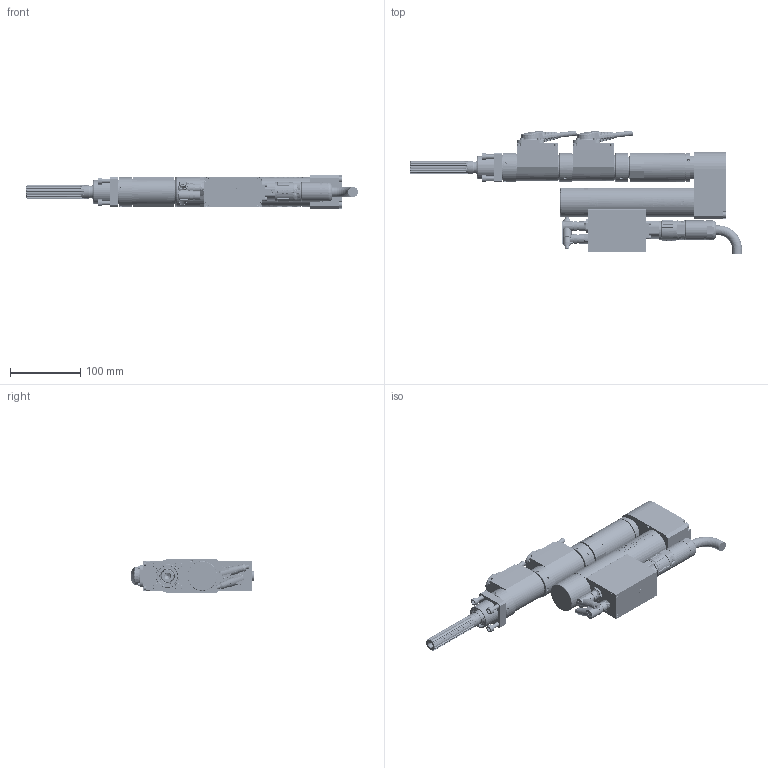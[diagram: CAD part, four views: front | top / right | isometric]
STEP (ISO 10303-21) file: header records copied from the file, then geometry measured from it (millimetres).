
FILE_DESCRIPTION(/* description */ (''),/* implementation_level */ '2;1');
FILE_NAME(/* name */ '1BDU53T2S-A_IAM_001.iam.step',/* time_stamp */ '2021-07-15T07:20:13+02:00',/* author */ ('cideon'),/* organization */ (''),/* preprocessor_version */ 'ST-DEVELOPER v17.2',/* originating_system */ 'Autodesk Inventor 2019',/* authorisation */ '');
FILE_SCHEMA (('AUTOMOTIVE_DESIGN { 1 0 10303 214 3 1 1 }'));
Products named in the file (1): Bauteil2
Bounding box: 471.67 x 174.81 x 48 mm (x, y, z)
Volume: 916336 mm3; surface area: 263608.1 mm2
Topology: 5 solids, 5 shells, 6313 faces, 17632 edges, 11549 vertices
Faces by surface type: plane 3822, cylinder 1493, cone 372, bspline 349, torus 260, sphere 17
Full cylindrical faces by diameter (mm): 0.434 x4, 0.502 x4, 0.6 x32, 0.7 x6, 1.3 x2, 1.5 x4, 1.6 x1, 1.83 x4, 2 x2, 2.1 x4, 2.5 x4, 3 x8, 3.2 x4, 3.3 x8, 3.5 x8, 4 x19, 4.02 x4, 4.2 x2, 4.3 x4, 4.5 x4, 5 x20, 5.1 x1, 5.5 x12, 5.9 x2, 6 x9, 6.3 x2, 7.2 x4, 7.3 x2, 8 x2, 8.5 x2
Entity records: 260860 total; most frequent: CARTESIAN_POINT 93603, ORIENTED_EDGE 35222, DIRECTION 33155, EDGE_CURVE 17611, AXIS2_PLACEMENT_3D 11909, VERTEX_POINT 11549, LINE 9337, VECTOR 9337
